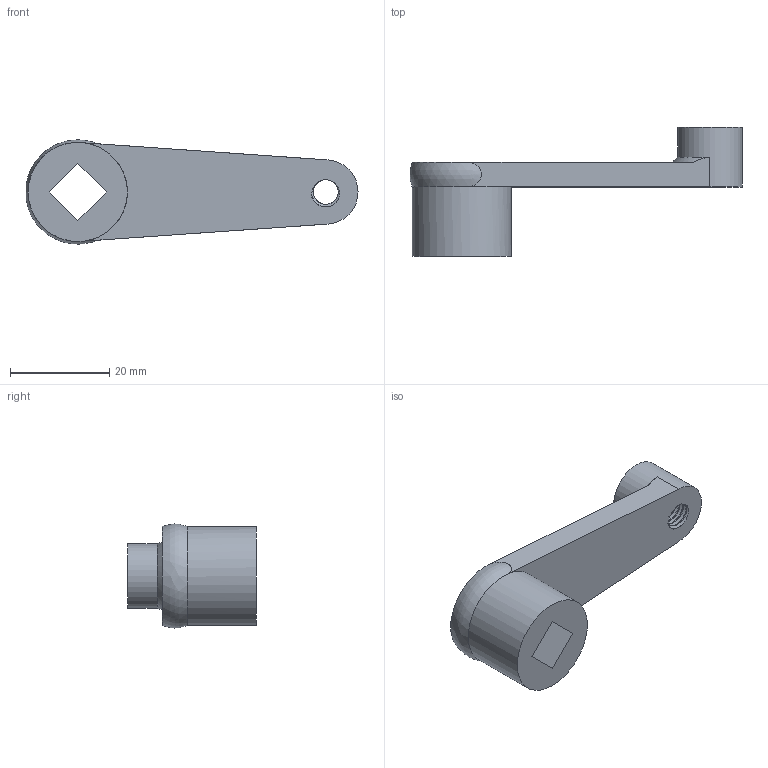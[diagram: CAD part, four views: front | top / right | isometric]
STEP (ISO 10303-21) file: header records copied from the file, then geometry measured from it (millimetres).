
FILE_DESCRIPTION(/* description */ (''),/* implementation_level */ '2;1');
FILE_NAME(/* name */ 'QB_50_N',/* time_stamp */ '2012-11-23T16:42:32+08:00',/* author */ (''),/* organization */ (''),/* preprocessor_version */ 'ST-DEVELOPER v9',/* originating_system */ 'UGS - NX 4.0',/* authorisation */ '');
FILE_SCHEMA (('CONFIG_CONTROL_DESIGN'));
Length unit declared in the file: millimetre
Products named in the file (1): AdmiEA13xmuq
Bounding box: 66.94 x 26 x 21 mm (x, y, z)
Volume: 9171.7 mm3; surface area: 4796.5 mm2
Topology: 1 solids, 1 shells, 29 faces, 79 edges, 52 vertices
Faces by surface type: cylinder 14, plane 11, bspline 3, cone 1
Full cylindrical faces by diameter (mm): 13 x1, 20 x1
Entity records: 4107 total; most frequent: CARTESIAN_POINT 3344, ORIENTED_EDGE 156, DIRECTION 109, EDGE_CURVE 78, VERTEX_POINT 54, AXIS2_PLACEMENT_3D 39, EDGE_LOOP 36, B_SPLINE_CURVE_WITH_KNOTS 34
